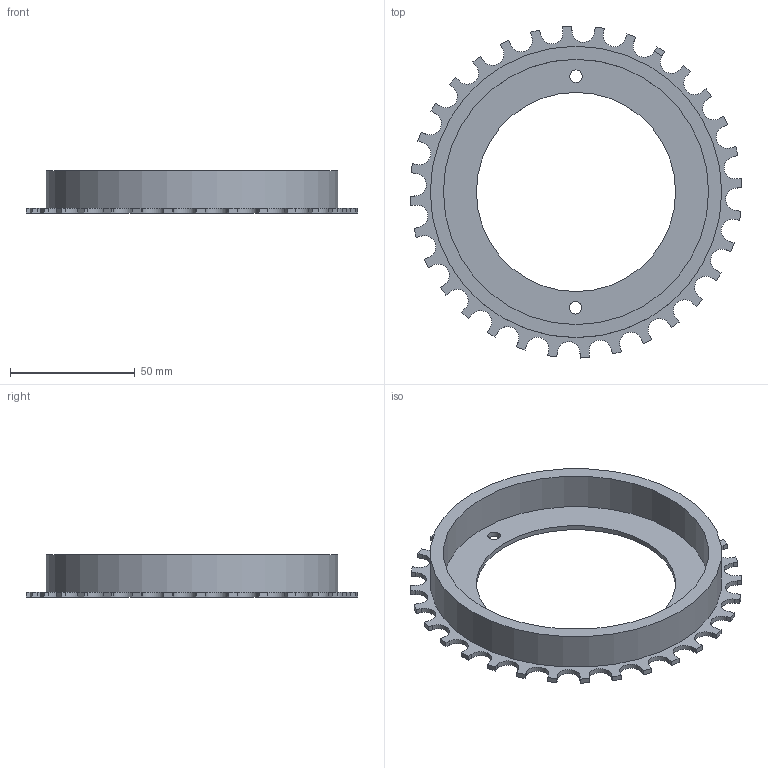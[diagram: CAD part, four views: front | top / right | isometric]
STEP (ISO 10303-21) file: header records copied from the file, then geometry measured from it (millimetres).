
FILE_DESCRIPTION(/* description */ (''),/* implementation_level */ '2;1');
FILE_NAME(/* name */ 'Big gear.step',/* time_stamp */ '2025-07-22T18:21:21+03:00',/* author */ (''),/* organization */ (''),/* preprocessor_version */ 'ST-DEVELOPER v20.1',/* originating_system */ 'Autodesk Translation Framework v14.10.0.0',/* authorisation */ '');
FILE_SCHEMA (('AUTOMOTIVE_DESIGN { 1 0 10303 214 3 1 1 }'));
Length unit declared in the file: millimetre
Products named in the file (1): Pönttöön tuleva ratas
Bounding box: 133.31 x 133.31 x 17 mm (x, y, z)
Volume: 42260.3 mm3; surface area: 30790.6 mm2
Topology: 3 solids, 3 shells, 172 faces, 498 edges, 332 vertices
Faces by surface type: plane 103, cylinder 69
Full cylindrical faces by diameter (mm): 5 x2, 80 x1, 106.5 x1, 117 x1
Entity records: 5727 total; most frequent: CARTESIAN_POINT 1003, ORIENTED_EDGE 996, DIRECTION 982, EDGE_CURVE 498, LINE 360, VECTOR 360, VERTEX_POINT 332, AXIS2_PLACEMENT_3D 311
